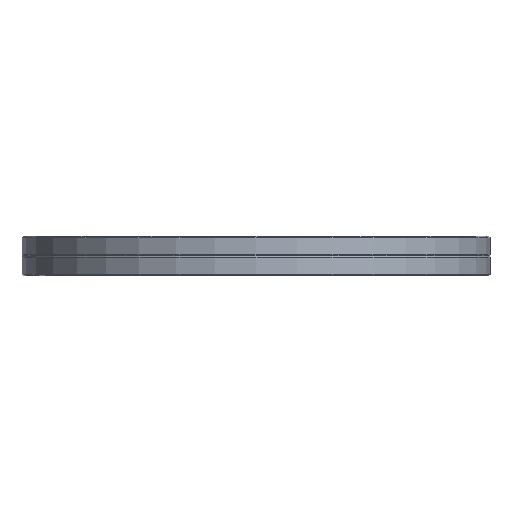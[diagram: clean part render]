
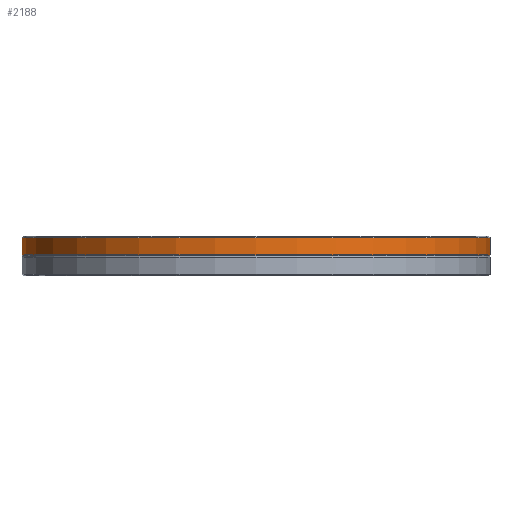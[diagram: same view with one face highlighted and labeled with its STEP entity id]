
A CAD part, front view. The second image highlights one B-rep face of the part: STEP entity #2188.
In plain terms, the highlighted cylindrical face has radius 152.4 mm (diameter 304.8 mm), a partial arc.
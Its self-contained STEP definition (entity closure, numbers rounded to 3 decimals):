
#210 = LINE ( 'NONE', #252, #251 ) ;
#240 = LINE ( 'NONE', #245, #244 ) ;
#243 = DIRECTION ( 'NONE',  ( 0., 0., -1. ) ) ;
#244 = VECTOR ( 'NONE', #243, 1000. ) ;
#245 = CARTESIAN_POINT ( 'NONE',  ( -152.4, 0., 0. ) ) ;
#250 = DIRECTION ( 'NONE',  ( 0., 0., -1. ) ) ;
#251 = VECTOR ( 'NONE', #250, 1000. ) ;
#252 = CARTESIAN_POINT ( 'NONE',  ( 152.4, 0., 0. ) ) ;
#322 = FACE_OUTER_BOUND ( 'NONE', #2189, .T. ) ;
#404 = DIRECTION ( 'NONE',  ( -1., 0., 0. ) ) ;
#405 = DIRECTION ( 'NONE',  ( 0., 0., -1. ) ) ;
#406 = CARTESIAN_POINT ( 'NONE',  ( 0., 0., 0. ) ) ;
#407 = AXIS2_PLACEMENT_3D ( 'NONE', #406, #405, #404 ) ;
#412 = CYLINDRICAL_SURFACE ( 'NONE', #407, 152.4 ) ;
#473 = CARTESIAN_POINT ( 'NONE',  ( 0., 0., -1. ) ) ;
#516 = AXIS2_PLACEMENT_3D ( 'NONE', #473, #519, #529 ) ;
#519 = DIRECTION ( 'NONE',  ( 0., 0., -1. ) ) ;
#529 = DIRECTION ( 'NONE',  ( 1., 0., 0. ) ) ;
#667 = CIRCLE ( 'NONE', #516, 152.4 ) ;
#857 = DIRECTION ( 'NONE',  ( -1., 0., 0. ) ) ;
#859 = DIRECTION ( 'NONE',  ( 0., 0., -1. ) ) ;
#860 = CARTESIAN_POINT ( 'NONE',  ( 0., 0., -12.252 ) ) ;
#866 = AXIS2_PLACEMENT_3D ( 'NONE', #860, #859, #857 ) ;
#867 = CIRCLE ( 'NONE', #866, 152.4 ) ;
#1078 = CARTESIAN_POINT ( 'NONE',  ( -152.4, 0., -1. ) ) ;
#1088 = CARTESIAN_POINT ( 'NONE',  ( 152.4, 0., -1. ) ) ;
#1119 = CARTESIAN_POINT ( 'NONE',  ( 152.4, 0., -12.252 ) ) ;
#1121 = CARTESIAN_POINT ( 'NONE',  ( -152.4, 0., -12.252 ) ) ;
#1863 = EDGE_CURVE ( 'NONE', #2044, #2043, #667, .T. ) ;
#1867 = ORIENTED_EDGE ( 'NONE', *, *, #1975, .F. ) ;
#1975 = EDGE_CURVE ( 'NONE', #2053, #2052, #867, .T. ) ;
#2043 = VERTEX_POINT ( 'NONE', #1078 ) ;
#2044 = VERTEX_POINT ( 'NONE', #1088 ) ;
#2052 = VERTEX_POINT ( 'NONE', #1121 ) ;
#2053 = VERTEX_POINT ( 'NONE', #1119 ) ;
#2091 = EDGE_CURVE ( 'NONE', #2044, #2053, #210, .T. ) ;
#2104 = EDGE_CURVE ( 'NONE', #2043, #2052, #240, .T. ) ;
#2157 = ORIENTED_EDGE ( 'NONE', *, *, #2104, .T. ) ;
#2158 = ORIENTED_EDGE ( 'NONE', *, *, #2091, .F. ) ;
#2160 = ORIENTED_EDGE ( 'NONE', *, *, #1863, .T. ) ;
#2188 = ADVANCED_FACE ( 'NONE', ( #322 ), #412, .T. ) ;
#2189 = EDGE_LOOP ( 'NONE', ( #2158, #2160, #2157, #1867 ) ) ;
